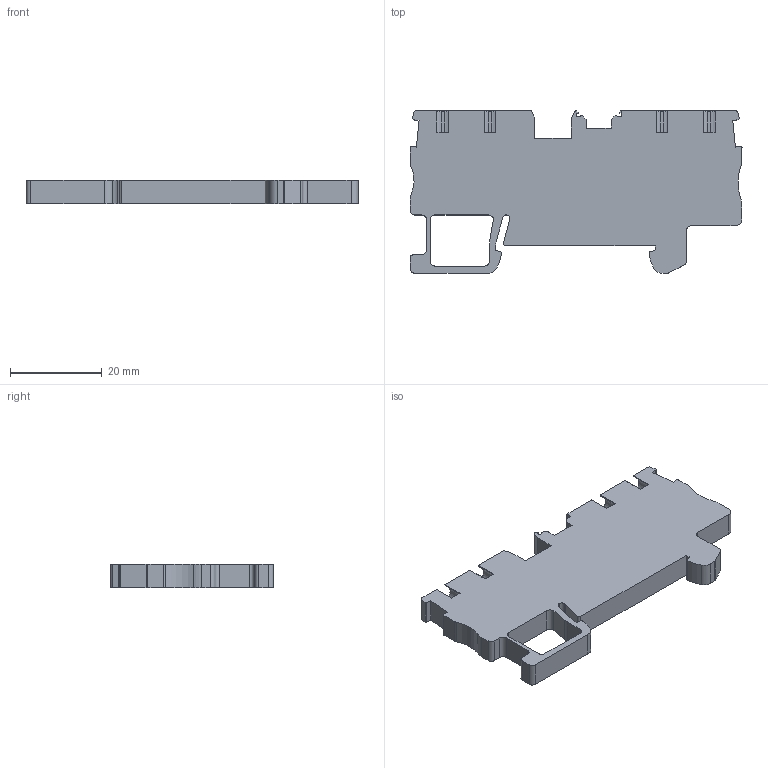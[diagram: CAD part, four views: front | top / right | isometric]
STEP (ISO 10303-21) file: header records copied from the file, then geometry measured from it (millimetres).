
FILE_DESCRIPTION (( 'STEP AP214' ), '1' );
FILE_NAME ('抔樦憵 PTP2,5-4-XX.step', '2025-09-17T05:47:01', ( '' ), ( '' ), 'SwSTEP 2.0', 'SolidWorks 2024', '' );
FILE_SCHEMA (( 'AUTOMOTIVE_DESIGN' ));
Length unit declared in the file: millimetre
Products named in the file (1): Клемма PTP2,5-4-XX
Bounding box: 72.2 x 35.3 x 5.2 mm (x, y, z)
Volume: 9516.9 mm3; surface area: 5879.9 mm2
Topology: 1 solids, 1 shells, 446 faces, 1275 edges, 836 vertices
Faces by surface type: plane 296, cylinder 140, torus 10
Entity records: 16008 total; most frequent: CARTESIAN_POINT 2694, ORIENTED_EDGE 2550, DIRECTION 2399, EDGE_CURVE 1275, LINE 965, VECTOR 965, VERTEX_POINT 836, AXIS2_PLACEMENT_3D 717
